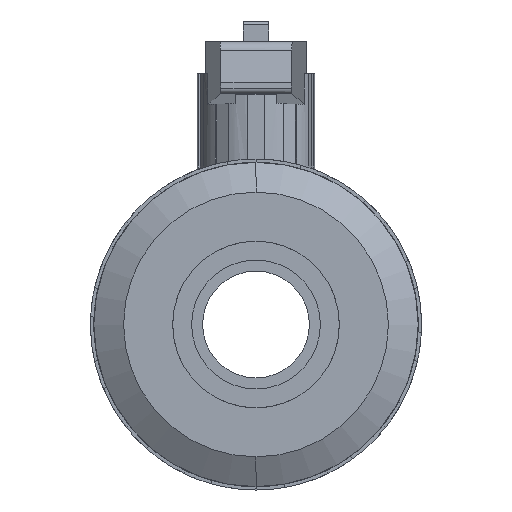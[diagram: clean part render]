
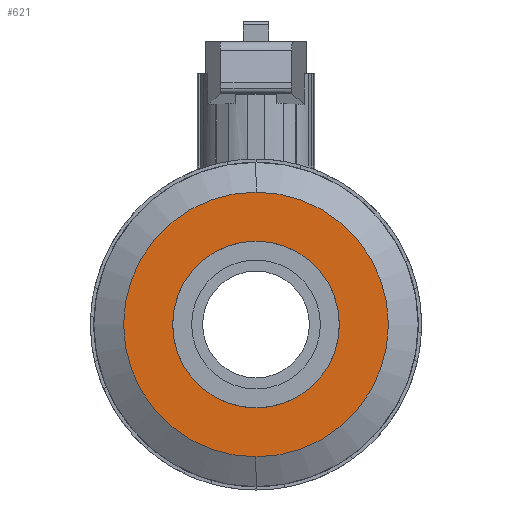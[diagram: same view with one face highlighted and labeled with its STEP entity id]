
A CAD part, left-side view. The second image highlights one B-rep face of the part: STEP entity #621.
In plain terms, the highlighted planar face has unit normal (-1, 0, 0).
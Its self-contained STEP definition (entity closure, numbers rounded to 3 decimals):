
#621=ADVANCED_FACE('',(#1348,#1349),#1350,.T.);
#1348=FACE_BOUND('',#2189,.T.);
#1349=FACE_OUTER_BOUND('',#2190,.T.);
#1350=PLANE('',#2191);
#2189=EDGE_LOOP('',(#4150,#4151));
#2190=EDGE_LOOP('',(#4152,#4153));
#2191=AXIS2_PLACEMENT_3D('',#4154,#4155,#4156);
#4150=ORIENTED_EDGE('',*,*,#5794,.F.);
#4151=ORIENTED_EDGE('',*,*,#5232,.F.);
#4152=ORIENTED_EDGE('',*,*,#5237,.T.);
#4153=ORIENTED_EDGE('',*,*,#5792,.T.);
#4154=CARTESIAN_POINT('',(-33.761,0.0,20.213));
#4155=DIRECTION('',(-1.0,0.0,0.0));
#4156=DIRECTION('',(0.0,-0.0,1.0));
#5232=EDGE_CURVE('',#6370,#6366,#6372,.T.);
#5237=EDGE_CURVE('',#6375,#6379,#6381,.T.);
#5792=EDGE_CURVE('',#6379,#6375,#7206,.T.);
#5794=EDGE_CURVE('',#6366,#6370,#7208,.T.);
#6366=VERTEX_POINT('',#7956);
#6370=VERTEX_POINT('',#7961);
#6372=CIRCLE('',#7964,15.625);
#6375=VERTEX_POINT('',#7967);
#6379=VERTEX_POINT('',#7972);
#6381=CIRCLE('',#7975,24.8);
#7206=CIRCLE('',#9102,24.8);
#7208=CIRCLE('',#9104,15.625);
#7956=CARTESIAN_POINT('',(-33.761,0.0,15.625));
#7961=CARTESIAN_POINT('',(-33.761,0.,-15.625));
#7964=AXIS2_PLACEMENT_3D('',#9883,#9884,#9885);
#7967=CARTESIAN_POINT('',(-33.761,0.0,24.8));
#7972=CARTESIAN_POINT('',(-33.761,0.,-24.8));
#7975=AXIS2_PLACEMENT_3D('',#9891,#9892,#9893);
#9102=AXIS2_PLACEMENT_3D('',#10523,#10524,#10525);
#9104=AXIS2_PLACEMENT_3D('',#10526,#10527,#10528);
#9883=CARTESIAN_POINT('',(-33.761,0.0,0.0));
#9884=DIRECTION('',(-1.0,0.0,0.0));
#9885=DIRECTION('',(0.0,-0.0,1.0));
#9891=CARTESIAN_POINT('',(-33.761,0.0,0.0));
#9892=DIRECTION('',(-1.0,0.0,0.0));
#9893=DIRECTION('',(0.0,-0.0,1.0));
#10523=CARTESIAN_POINT('',(-33.761,0.0,0.0));
#10524=DIRECTION('',(-1.0,0.0,0.0));
#10525=DIRECTION('',(0.0,-0.0,1.0));
#10526=CARTESIAN_POINT('',(-33.761,0.0,0.0));
#10527=DIRECTION('',(-1.0,0.0,0.0));
#10528=DIRECTION('',(0.0,-0.0,1.0));
